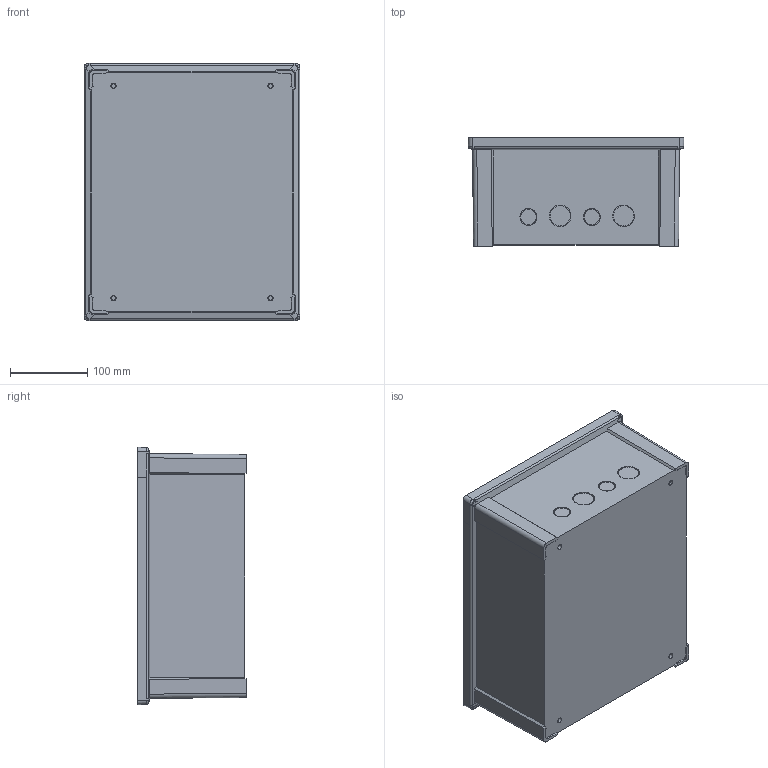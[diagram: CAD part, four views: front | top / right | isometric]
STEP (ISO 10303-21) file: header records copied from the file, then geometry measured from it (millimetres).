
FILE_DESCRIPTION((''),'2;1');
FILE_NAME('12X10_HINGE_KO_BASE','2015-01-15T',('fxhongdongluo'),(''),'PRO/ENGINEER BY PARAMETRIC TECHNOLOGY CORPORATION, 2010040','PRO/ENGINEER BY PARAMETRIC TECHNOLOGY CORPORATION, 2010040','');
FILE_SCHEMA(('CONFIG_CONTROL_DESIGN'));
Length unit declared in the file: millimetre
Products named in the file (1): 12X10_HINGE_KO_BASE
Bounding box: 278.93 x 140.5 x 332.53 mm (x, y, z)
Volume: 1000601.2 mm3; surface area: 516885.1 mm2
Topology: 6 solids, 14 shells, 486 faces, 1264 edges, 824 vertices
Faces by surface type: plane 303, cylinder 108, cone 55, bspline 20
Entity records: 18432 total; most frequent: CARTESIAN_POINT 6693, ORIENTED_EDGE 2512, DIRECTION 2276, EDGE_CURVE 1256, VERTEX_POINT 824, VECTOR 810, LINE 810, AXIS2_PLACEMENT_3D 733
